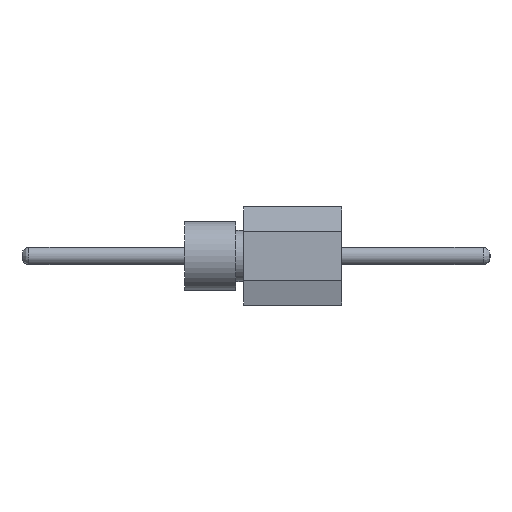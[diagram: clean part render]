
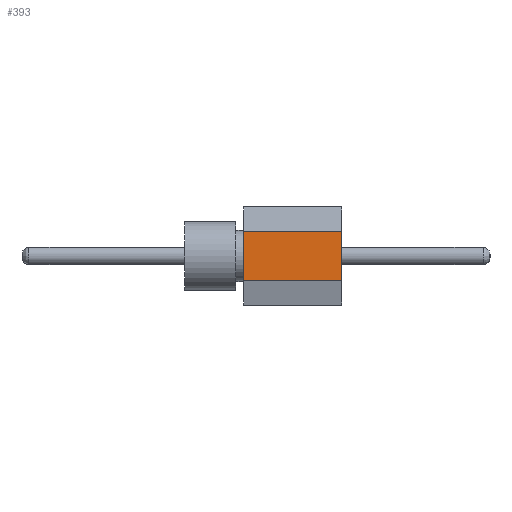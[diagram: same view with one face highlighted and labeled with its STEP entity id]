
A CAD part, left-side view. The second image highlights one B-rep face of the part: STEP entity #393.
In plain terms, the highlighted planar face has unit normal (-1, 0, 0).
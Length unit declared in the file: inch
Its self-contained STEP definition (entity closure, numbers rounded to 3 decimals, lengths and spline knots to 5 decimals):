
#393 = ADVANCED_FACE( '', ( #801 ), #802, .F. );
#801 = FACE_OUTER_BOUND( '', #1265, .T. );
#802 = PLANE( '', #1266 );
#1265 = EDGE_LOOP( '', ( #2035, #2036, #2037, #2038 ) );
#1266 = AXIS2_PLACEMENT_3D( '', #2039, #2040, #2041 );
#2035 = ORIENTED_EDGE( '', *, *, #2902, .T. );
#2036 = ORIENTED_EDGE( '', *, *, #2903, .F. );
#2037 = ORIENTED_EDGE( '', *, *, #2834, .F. );
#2038 = ORIENTED_EDGE( '', *, *, #2904, .T. );
#2039 = CARTESIAN_POINT( '', ( 0., 0.1, -0.025 ) );
#2040 = DIRECTION( '', ( 1., 0., 0. ) );
#2041 = DIRECTION( '', ( 0., 0., -1. ) );
#2834 = EDGE_CURVE( '', #3365, #3367, #3368, .T. );
#2902 = EDGE_CURVE( '', #3476, #3477, #3478, .T. );
#2903 = EDGE_CURVE( '', #3367, #3477, #3479, .T. );
#2904 = EDGE_CURVE( '', #3365, #3476, #3480, .T. );
#3365 = VERTEX_POINT( '', #4075 );
#3367 = VERTEX_POINT( '', #4078 );
#3368 = LINE( '', #4079, #4080 );
#3476 = VERTEX_POINT( '', #4238 );
#3477 = VERTEX_POINT( '', #4239 );
#3478 = LINE( '', #4240, #4241 );
#3479 = LINE( '', #4242, #4243 );
#3480 = LINE( '', #4244, #4245 );
#4075 = CARTESIAN_POINT( '', ( 0., 0.1, -0.025 ) );
#4078 = CARTESIAN_POINT( '', ( 0., 0.1, 0.025 ) );
#4079 = CARTESIAN_POINT( '', ( 0., 0.1, -0.025 ) );
#4080 = VECTOR( '', #4746, 39.37008 );
#4238 = CARTESIAN_POINT( '', ( 0., 0., -0.025 ) );
#4239 = CARTESIAN_POINT( '', ( 0., 0., 0.025 ) );
#4240 = CARTESIAN_POINT( '', ( 0., 0., -0.025 ) );
#4241 = VECTOR( '', #4809, 39.37008 );
#4242 = CARTESIAN_POINT( '', ( 0., 0.1, 0.025 ) );
#4243 = VECTOR( '', #4810, 39.37008 );
#4244 = CARTESIAN_POINT( '', ( 0., 0.1, -0.025 ) );
#4245 = VECTOR( '', #4811, 39.37008 );
#4746 = DIRECTION( '', ( 0., 0., 1. ) );
#4809 = DIRECTION( '', ( 0., 0., 1. ) );
#4810 = DIRECTION( '', ( 0., -1., 0. ) );
#4811 = DIRECTION( '', ( 0., -1., 0. ) );
